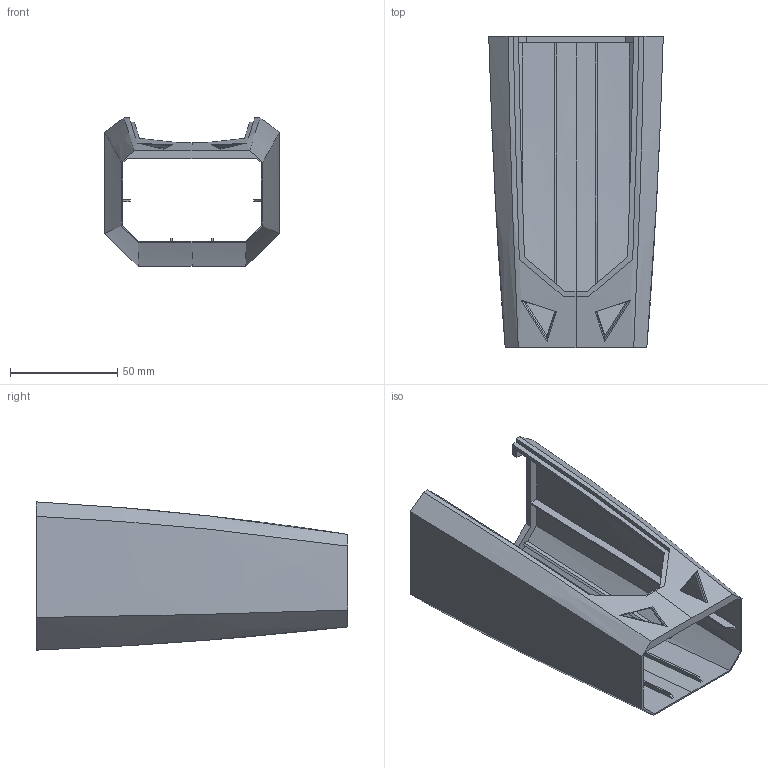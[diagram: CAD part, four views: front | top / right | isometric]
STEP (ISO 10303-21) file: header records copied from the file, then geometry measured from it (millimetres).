
FILE_DESCRIPTION(/* description */ (''),/* implementation_level */ '2;1');
FILE_NAME(/* name */ 'Fuselage 3.step',/* time_stamp */ '2024-11-26T12:08:19+01:00',/* author */ (''),/* organization */ (''),/* preprocessor_version */ 'ST-DEVELOPER v20',/* originating_system */ 'Autodesk Translation Framework v13.20.0.188',/* authorisation */ '');
FILE_SCHEMA (('AUTOMOTIVE_DESIGN { 1 0 10303 214 3 1 1 }'));
Length unit declared in the file: millimetre
Products named in the file (1): Fuselage 3
Bounding box: 81.23 x 145 x 69 mm (x, y, z)
Volume: 35511.5 mm3; surface area: 65446.2 mm2
Topology: 1 solids, 1 shells, 97 faces, 299 edges, 202 vertices
Faces by surface type: bspline 50, plane 44, cylinder 3
Full cylindrical faces by diameter (mm): 2 x3
Entity records: 4351 total; most frequent: CARTESIAN_POINT 2193, ORIENTED_EDGE 598, EDGE_CURVE 299, B_SPLINE_CURVE_WITH_KNOTS 220, VERTEX_POINT 202, DIRECTION 181, EDGE_LOOP 107, FACE_OUTER_BOUND 97
